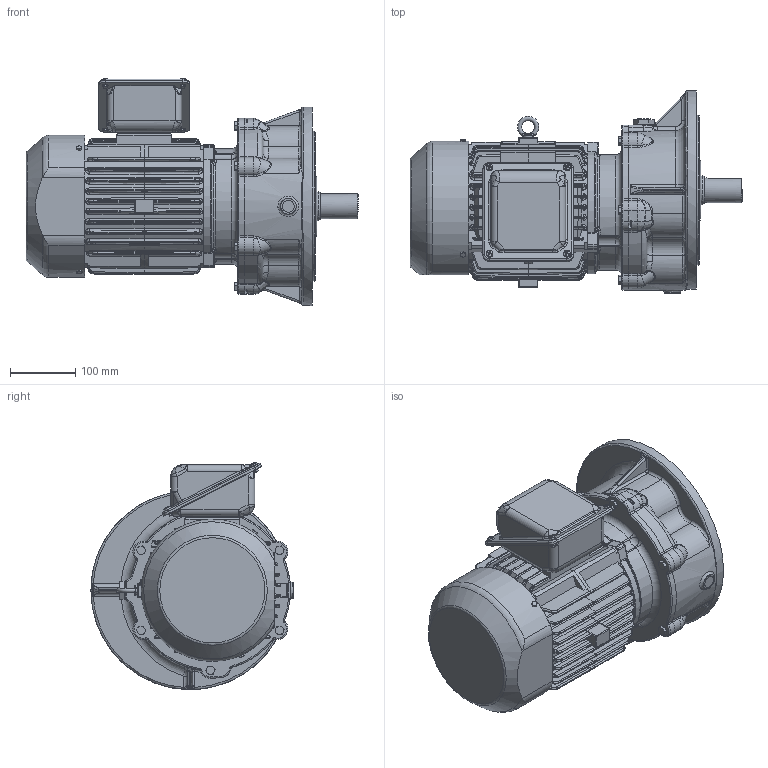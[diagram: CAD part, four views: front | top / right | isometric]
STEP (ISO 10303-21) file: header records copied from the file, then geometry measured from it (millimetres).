
FILE_DESCRIPTION (( 'STEP AP214' ), '1' );
FILE_NAME ('EK2DO07158H001_FVB_2.2kW_R5.stp', '2022-06-16T06:38:07', ( 'Windows 餌辨濠' ), ( '' ), 'SwSTEP 2.0', 'SolidWorks 2021', '' );
FILE_SCHEMA (( 'AUTOMOTIVE_DESIGN' ));
Length unit declared in the file: millimetre
Products named in the file (1): EK2DO07158H001_FVB_2.2kW_R5
Bounding box: 510 x 310.5 x 348.92 mm (x, y, z)
Volume: 17520295 mm3; surface area: 678480.3 mm2
Topology: 1 solids, 1 shells, 1994 faces, 4773 edges, 2788 vertices
Faces by surface type: bspline 622, cylinder 595, plane 554, torus 116, cone 71, sphere 36
Full cylindrical faces by diameter (mm): 6 x4, 8 x4, 10.5 x4, 11.6 x6, 26 x1, 38 x1, 45 x1, 230 x1, 305 x1
Entity records: 80492 total; most frequent: CARTESIAN_POINT 40430, ORIENTED_EDGE 9346, DIRECTION 7157, EDGE_CURVE 4673, AXIS2_PLACEMENT_3D 2822, VERTEX_POINT 2761, EDGE_LOOP 2074, FACE_OUTER_BOUND 2022
